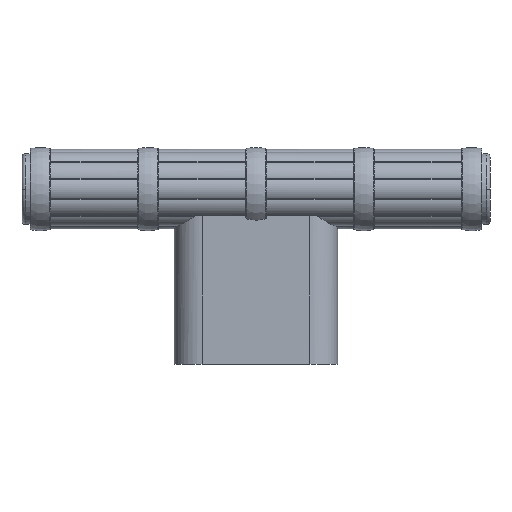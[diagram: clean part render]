
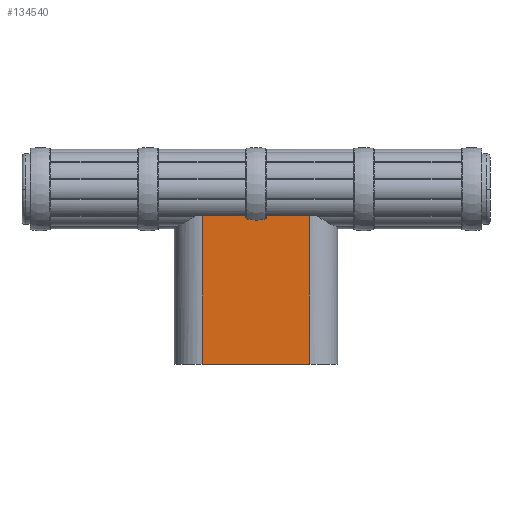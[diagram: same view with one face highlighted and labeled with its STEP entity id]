
A CAD part, front view. The second image highlights one B-rep face of the part: STEP entity #134540.
In plain terms, the highlighted planar face has unit normal (0, -1, 0).
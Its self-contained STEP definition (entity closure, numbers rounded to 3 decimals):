
#4830=CARTESIAN_POINT('',(-27.183,-4.011,
15.083));
#4840=VERTEX_POINT('',#4830);
#4870=CARTESIAN_POINT('',(-27.183,-4.011,
25.165));
#4880=DIRECTION('',(0.,0.,-1.));
#4890=VECTOR('',#4880,1000.);
#4900=LINE('',#4870,#4890);
#4910=CARTESIAN_POINT('',(-27.183,-4.011,-7.));
#4920=VERTEX_POINT('',#4910);
#4930=EDGE_CURVE('',#4840,#4920,#4900,.T.);
#60010=CARTESIAN_POINT('',(-20.564,-4.011,
14.584));
#60020=CARTESIAN_POINT('',(-20.604,-4.011,
14.595));
#60030=CARTESIAN_POINT('',(-20.636,-4.011,
14.628));
#60040=CARTESIAN_POINT('',(-20.675,-4.011,
14.703));
#60050=CARTESIAN_POINT('',(-20.684,-4.011,
14.745));
#60060=CARTESIAN_POINT('',(-20.684,-4.011,
14.787));
#60070=B_SPLINE_CURVE_WITH_KNOTS('',3,(#60010,#60020,#60030,#60040,
#60050,#60060),.UNSPECIFIED.,.F.,.F.,(4,2,4),(0.001,
0.001,0.001),.UNSPECIFIED.);
#60080=CARTESIAN_POINT('',(-20.564,-4.011,
14.584));
#60090=VERTEX_POINT('',#60080);
#60100=CARTESIAN_POINT('',(-20.684,-4.011,
14.787));
#60110=VERTEX_POINT('',#60100);
#60120=EDGE_CURVE('',#60090,#60110,#60070,.T.);
#63740=CARTESIAN_POINT('',(-17.805,-4.011,
14.584));
#63750=VERTEX_POINT('',#63740);
#63780=CARTESIAN_POINT('',(-20.564,-4.011,
14.584));
#63790=CARTESIAN_POINT('',(-20.34,-4.011,
14.523));
#63800=CARTESIAN_POINT('',(-20.113,-4.011,
14.477));
#63810=CARTESIAN_POINT('',(-19.65,-4.011,
14.414));
#63820=CARTESIAN_POINT('',(-19.415,-4.011,
14.399));
#63830=CARTESIAN_POINT('',(-18.951,-4.011,
14.399));
#63840=CARTESIAN_POINT('',(-18.72,-4.011,
14.414));
#63850=CARTESIAN_POINT('',(-18.26,-4.011,
14.476));
#63860=CARTESIAN_POINT('',(-18.03,-4.011,
14.522));
#63870=CARTESIAN_POINT('',(-17.805,-4.011,
14.584));
#63880=B_SPLINE_CURVE_WITH_KNOTS('',3,(#63780,#63790,#63800,#63810,
#63820,#63830,#63840,#63850,#63860,#63870),.UNSPECIFIED.,.F.,.F.,(4,2,2,
2,4),(0.021,0.022,0.022,
0.023,0.024),.UNSPECIFIED.);
#63890=EDGE_CURVE('',#60090,#63750,#63880,.T.);
#65610=CARTESIAN_POINT('',(-20.734,-4.011,
15.083));
#65620=VERTEX_POINT('',#65610);
#65650=CARTESIAN_POINT('',(-20.684,-4.011,
15.083));
#65660=DIRECTION('',(-1.,0.,0.));
#65670=VECTOR('',#65660,1000.);
#65680=LINE('',#65650,#65670);
#65690=EDGE_CURVE('',#65620,#4840,#65680,.T.);
#71310=CARTESIAN_POINT('',(-20.684,-4.011,
25.165));
#71320=DIRECTION('',(0.,0.,1.));
#71330=VECTOR('',#71320,1000.);
#71340=LINE('',#71310,#71330);
#71350=CARTESIAN_POINT('',(-20.684,-4.011,
15.027));
#71360=VERTEX_POINT('',#71350);
#71370=EDGE_CURVE('',#60110,#71360,#71340,.T.);
#71850=CARTESIAN_POINT('',(-17.684,-4.011,
14.787));
#71860=VERTEX_POINT('',#71850);
#71940=CARTESIAN_POINT('',(-17.684,-4.011,
15.027));
#71950=VERTEX_POINT('',#71940);
#71980=CARTESIAN_POINT('',(-17.684,-4.011,
25.165));
#71990=DIRECTION('',(0.,0.,1.));
#72000=VECTOR('',#71990,1000.);
#72010=LINE('',#71980,#72000);
#72020=EDGE_CURVE('',#71860,#71950,#72010,.T.);
#72530=CARTESIAN_POINT('',(-17.634,-4.011,
15.083));
#72540=VERTEX_POINT('',#72530);
#73430=CARTESIAN_POINT('',(-11.183,-4.011,
15.083));
#73440=VERTEX_POINT('',#73430);
#73470=CARTESIAN_POINT('',(-4.684,-4.011,
15.083));
#73480=DIRECTION('',(-1.,0.,0.));
#73490=VECTOR('',#73480,1000.);
#73500=LINE('',#73470,#73490);
#73510=EDGE_CURVE('',#73440,#72540,#73500,.T.);
#80510=CARTESIAN_POINT('',(-17.684,-4.011,
14.787));
#80520=CARTESIAN_POINT('',(-17.684,-4.011,
14.745));
#80530=CARTESIAN_POINT('',(-17.693,-4.011,
14.703));
#80540=CARTESIAN_POINT('',(-17.732,-4.011,
14.628));
#80550=CARTESIAN_POINT('',(-17.764,-4.011,
14.595));
#80560=CARTESIAN_POINT('',(-17.805,-4.011,
14.584));
#80570=B_SPLINE_CURVE_WITH_KNOTS('',3,(#80510,#80520,#80530,#80540,
#80550,#80560),.UNSPECIFIED.,.F.,.F.,(4,2,4),(0.001,
0.001,0.001),.UNSPECIFIED.);
#80580=EDGE_CURVE('',#71860,#63750,#80570,.T.);
#82230=CARTESIAN_POINT('',(-17.684,-4.011,
15.027));
#82240=CARTESIAN_POINT('',(-17.684,-4.011,
15.027));
#82250=CARTESIAN_POINT('',(-17.684,-4.011,
15.028));
#82260=CARTESIAN_POINT('',(-17.684,-4.011,
15.028));
#82270=CARTESIAN_POINT('',(-17.684,-4.011,
15.033));
#82280=CARTESIAN_POINT('',(-17.683,-4.011,
15.037));
#82290=CARTESIAN_POINT('',(-17.682,-4.011,
15.042));
#82300=CARTESIAN_POINT('',(-17.681,-4.011,
15.048));
#82310=CARTESIAN_POINT('',(-17.678,-4.011,
15.054));
#82320=CARTESIAN_POINT('',(-17.675,-4.011,
15.06));
#82330=CARTESIAN_POINT('',(-17.671,-4.011,
15.065));
#82340=CARTESIAN_POINT('',(-17.666,-4.011,
15.07));
#82350=CARTESIAN_POINT('',(-17.661,-4.011,
15.074));
#82360=CARTESIAN_POINT('',(-17.656,-4.011,
15.077));
#82370=CARTESIAN_POINT('',(-17.65,-4.011,
15.08));
#82380=CARTESIAN_POINT('',(-17.645,-4.011,
15.081));
#82390=CARTESIAN_POINT('',(-17.641,-4.011,
15.082));
#82400=CARTESIAN_POINT('',(-17.638,-4.011,
15.083));
#82410=CARTESIAN_POINT('',(-17.634,-4.011,
15.083));
#82420=B_SPLINE_CURVE_WITH_KNOTS('',3,(#82230,#82240,#82250,#82260,
#82270,#82280,#82290,#82300,#82310,#82320,#82330,#82340,#82350,#82360,
#82370,#82380,#82390,#82400,#82410),.UNSPECIFIED.,.F.,.F.,(4,3,3,3,3,3,4
),(0.,0.,0.,
0.,0.,0.,
0.),.UNSPECIFIED.);
#82430=EDGE_CURVE('',#71950,#72540,#82420,.T.);
#83010=CARTESIAN_POINT('',(-20.734,-4.011,
15.083));
#83020=CARTESIAN_POINT('',(-20.731,-4.011,
15.083));
#83030=CARTESIAN_POINT('',(-20.727,-4.011,
15.082));
#83040=CARTESIAN_POINT('',(-20.724,-4.011,
15.081));
#83050=CARTESIAN_POINT('',(-20.719,-4.011,
15.08));
#83060=CARTESIAN_POINT('',(-20.714,-4.011,
15.078));
#83070=CARTESIAN_POINT('',(-20.71,-4.011,
15.076));
#83080=CARTESIAN_POINT('',(-20.705,-4.011,
15.073));
#83090=CARTESIAN_POINT('',(-20.701,-4.011,
15.069));
#83100=CARTESIAN_POINT('',(-20.698,-4.011,
15.065));
#83110=CARTESIAN_POINT('',(-20.694,-4.011,
15.061));
#83120=CARTESIAN_POINT('',(-20.691,-4.011,
15.056));
#83130=CARTESIAN_POINT('',(-20.689,-4.011,
15.051));
#83140=CARTESIAN_POINT('',(-20.688,-4.011,
15.048));
#83150=CARTESIAN_POINT('',(-20.687,-4.011,
15.045));
#83160=CARTESIAN_POINT('',(-20.686,-4.011,
15.042));
#83170=CARTESIAN_POINT('',(-20.685,-4.011,
15.037));
#83180=CARTESIAN_POINT('',(-20.684,-4.011,
15.032));
#83190=CARTESIAN_POINT('',(-20.684,-4.011,
15.027));
#83200=B_SPLINE_CURVE_WITH_KNOTS('',3,(#83010,#83020,#83030,#83040,
#83050,#83060,#83070,#83080,#83090,#83100,#83110,#83120,#83130,#83140,
#83150,#83160,#83170,#83180,#83190),.UNSPECIFIED.,.F.,.F.,(4,3,3,3,3,3,4
),(0.,0.,0.,
0.,0.,0.,
0.),.UNSPECIFIED.);
#83210=EDGE_CURVE('',#65620,#71360,#83200,.T.);
#134230=CARTESIAN_POINT('',(-27.183,-4.011,
25.165));
#134240=DIRECTION('',(0.,1.,0.));
#134250=DIRECTION('',(0.,0.,1.));
#134260=AXIS2_PLACEMENT_3D('',#134230,#134240,#134250);
#134270=PLANE('',#134260);
#134280=CARTESIAN_POINT('',(-27.183,-4.011,-7.));
#134290=DIRECTION('',(1.,0.,0.));
#134300=VECTOR('',#134290,1000.);
#134310=LINE('',#134280,#134300);
#134320=CARTESIAN_POINT('',(-11.183,-4.011,-7.));
#134330=VERTEX_POINT('',#134320);
#134340=EDGE_CURVE('',#4920,#134330,#134310,.T.);
#134350=ORIENTED_EDGE('',*,*,#134340,.T.);
#134360=ORIENTED_EDGE('',*,*,#4930,.T.);
#134370=ORIENTED_EDGE('',*,*,#65690,.T.);
#134380=ORIENTED_EDGE('',*,*,#83210,.F.);
#134390=ORIENTED_EDGE('',*,*,#71370,.T.);
#134400=ORIENTED_EDGE('',*,*,#60120,.T.);
#134410=ORIENTED_EDGE('',*,*,#63890,.F.);
#134420=ORIENTED_EDGE('',*,*,#80580,.T.);
#134430=ORIENTED_EDGE('',*,*,#72020,.F.);
#134440=ORIENTED_EDGE('',*,*,#82430,.F.);
#134450=ORIENTED_EDGE('',*,*,#73510,.T.);
#134460=CARTESIAN_POINT('',(-11.183,-4.011,
25.165));
#134470=DIRECTION('',(0.,0.,-1.));
#134480=VECTOR('',#134470,1000.);
#134490=LINE('',#134460,#134480);
#134500=EDGE_CURVE('',#73440,#134330,#134490,.T.);
#134510=ORIENTED_EDGE('',*,*,#134500,.F.);
#134520=EDGE_LOOP('',(#134510,#134450,#134440,#134430,#134420,#134410,
#134400,#134390,#134380,#134370,#134360,#134350));
#134530=FACE_OUTER_BOUND('',#134520,.T.);
#134540=ADVANCED_FACE('',(#134530),#134270,.F.);
